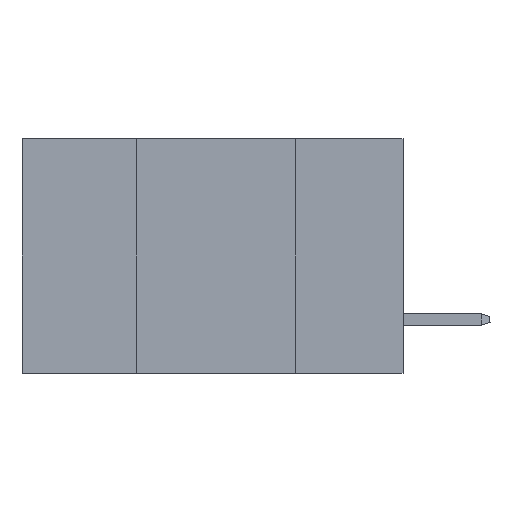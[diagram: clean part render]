
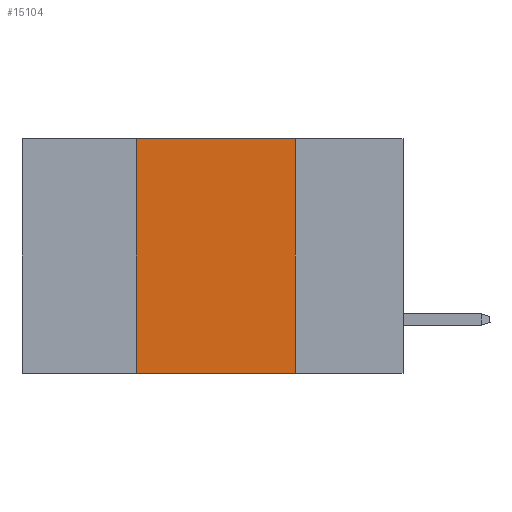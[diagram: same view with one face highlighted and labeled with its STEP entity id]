
A CAD part, left-side view. The second image highlights one B-rep face of the part: STEP entity #15104.
In plain terms, the highlighted planar face has unit normal (-1, 0, 0).
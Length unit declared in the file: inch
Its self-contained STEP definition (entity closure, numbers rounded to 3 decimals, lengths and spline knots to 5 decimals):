
#282 = LINE ( 'NONE', #16845, #28501 ) ;
#1121 = DIRECTION ( 'NONE',  ( 0., 0., -1. ) ) ;
#1209 = VERTEX_POINT ( 'NONE', #3759 ) ;
#2496 = VECTOR ( 'NONE', #31823, 39.37008 ) ;
#3124 = VERTEX_POINT ( 'NONE', #13154 ) ;
#3759 = CARTESIAN_POINT ( 'NONE',  ( 0., 0.42, 0. ) ) ;
#4237 = CARTESIAN_POINT ( 'NONE',  ( 0., 0.6, 0. ) ) ;
#4829 = DIRECTION ( 'NONE',  ( 0., -1., 0. ) ) ;
#5680 = ORIENTED_EDGE ( 'NONE', *, *, #19672, .T. ) ;
#6297 = LINE ( 'NONE', #19168, #2496 ) ;
#6899 = VERTEX_POINT ( 'NONE', #27963 ) ;
#7371 = CARTESIAN_POINT ( 'NONE',  ( 0., 0.17, -0.37 ) ) ;
#10039 = DIRECTION ( 'NONE',  ( 1., 0., 0. ) ) ;
#13154 = CARTESIAN_POINT ( 'NONE',  ( 0., 0.17, 0. ) ) ;
#13521 = DIRECTION ( 'NONE',  ( 0., 0., -1. ) ) ;
#13951 = EDGE_CURVE ( 'NONE', #3124, #27229, #282, .T. ) ;
#14570 = CARTESIAN_POINT ( 'NONE',  ( 0., 0.42, 0. ) ) ;
#15104 = ADVANCED_FACE ( 'NONE', ( #38491 ), #39105, .F. ) ;
#16845 = CARTESIAN_POINT ( 'NONE',  ( 0., 0.17, 0. ) ) ;
#19168 = CARTESIAN_POINT ( 'NONE',  ( 0., 0.6, 0. ) ) ;
#19672 = EDGE_CURVE ( 'NONE', #6899, #27229, #23706, .T. ) ;
#20152 = VECTOR ( 'NONE', #4829, 39.37008 ) ;
#21000 = EDGE_CURVE ( 'NONE', #6899, #1209, #33477, .T. ) ;
#23302 = CARTESIAN_POINT ( 'NONE',  ( 0., 0.6, -0.37 ) ) ;
#23706 = LINE ( 'NONE', #23302, #20152 ) ;
#27220 = DIRECTION ( 'NONE',  ( 0., 0., 1. ) ) ;
#27229 = VERTEX_POINT ( 'NONE', #7371 ) ;
#27963 = CARTESIAN_POINT ( 'NONE',  ( 0., 0.42, -0.37 ) ) ;
#28501 = VECTOR ( 'NONE', #13521, 39.37008 ) ;
#28938 = EDGE_CURVE ( 'NONE', #1209, #3124, #6297, .T. ) ;
#29553 = ORIENTED_EDGE ( 'NONE', *, *, #28938, .F. ) ;
#31823 = DIRECTION ( 'NONE',  ( 0., -1., 0. ) ) ;
#32976 = ORIENTED_EDGE ( 'NONE', *, *, #13951, .F. ) ;
#33477 = LINE ( 'NONE', #14570, #37362 ) ;
#36223 = ORIENTED_EDGE ( 'NONE', *, *, #21000, .F. ) ;
#37362 = VECTOR ( 'NONE', #27220, 39.37008 ) ;
#37781 = AXIS2_PLACEMENT_3D ( 'NONE', #4237, #10039, #1121 ) ;
#38491 = FACE_OUTER_BOUND ( 'NONE', #40038, .T. ) ;
#39105 = PLANE ( 'NONE',  #37781 ) ;
#40038 = EDGE_LOOP ( 'NONE', ( #32976, #29553, #36223, #5680 ) ) ;
